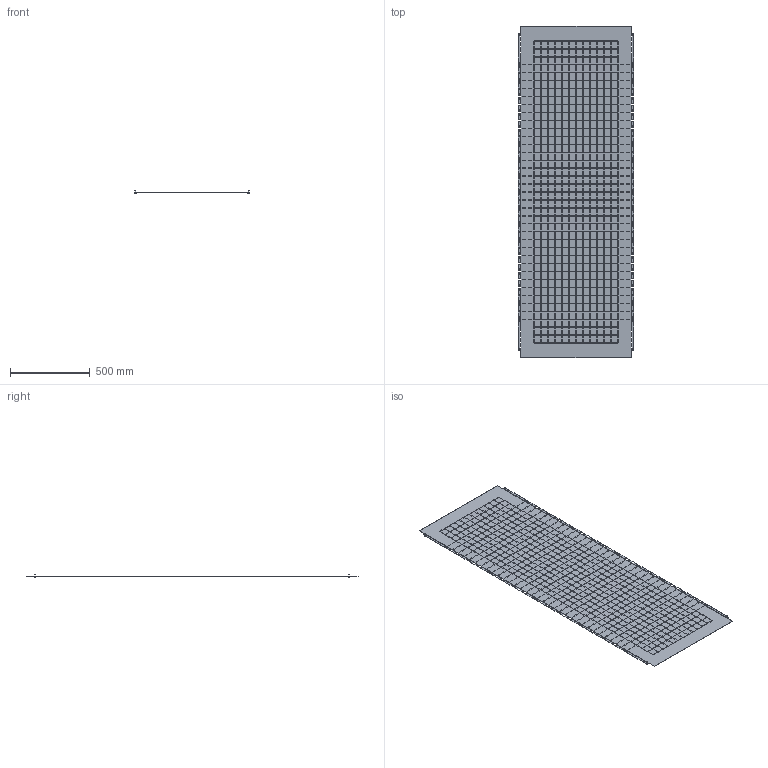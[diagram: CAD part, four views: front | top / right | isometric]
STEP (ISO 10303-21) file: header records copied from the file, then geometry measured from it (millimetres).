
FILE_DESCRIPTION (( 'STEP AP203' ), '1' );
FILE_NAME ('MA1.800.060822.03.00 AleSta-PCV228 Ïàíåëü âåðòèêàëüíàÿ äëÿ ñåêöèîíèðîâàíèÿ Ã800 Â2200 ìì.STEP', '2024-06-05T16:36:42', ( '' ), ( '' ), 'SwSTEP 2.0', 'SolidWorks 2021', '' );
FILE_SCHEMA (( 'CONFIG_CONTROL_DESIGN' ));
Length unit declared in the file: millimetre
Products named in the file (3): Âèíò_ðåçüáîâûäàâëèâàþùèé_Ì5õ12_DIN 7500E_Œ5å12; MA1.800.060620.03.01 Ïàíåëü âåðòèêàëüíàÿ äëÿ ñåêöèîíèðîâàíèÿ Ã600 Â2000 ìì EKF_2200å800; MA1.800.060822.03.00 AleSta-PCV228 Ïàíåëü âåðòèêàëüíàÿ äëÿ ñåêöèîíèðîâàíèÿ Ã800 Â2200 ìì
Assembly tree (5 placements, depth 2):
  MA1.800.060822.03.00 AleSta-PCV228 Ïàíåëü âåðòèêàëüíàÿ äëÿ ñåêöèîíèðîâàíèÿ Ã800 Â2200 ìì
    MA1.800.060620.03.01 Ïàíåëü âåðòèêàëüíàÿ äëÿ ñåêöèîíèðîâàíèÿ Ã600 Â2000 ìì EKF_2200å800
    Âèíò_ðåçüáîâûäàâëèâàþùèé_Ì5õ12_DIN 7500E_Œ5å12  x4
Bounding box: 726.6 x 2088 x 15.7 mm (x, y, z)
Volume: 1413702.7 mm3; surface area: 2930702.3 mm2
Topology: 5 solids, 5 shells, 5414 faces, 16180 edges, 10784 vertices
Faces by surface type: plane 5174, cylinder 232, cone 8
Entity records: 182769 total; most frequent: CARTESIAN_POINT 32170, ORIENTED_EDGE 32156, DIRECTION 27268, EDGE_CURVE 16078, LINE 15636, VECTOR 15636, VERTEX_POINT 10718, EDGE_LOOP 7868
